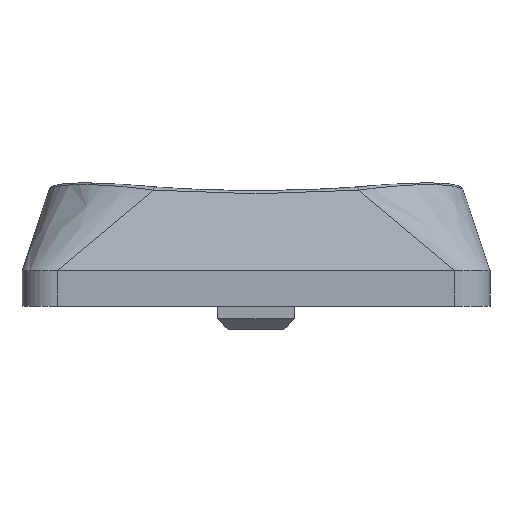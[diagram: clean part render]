
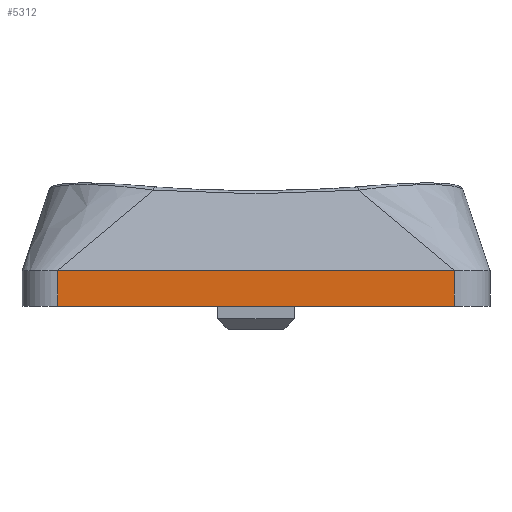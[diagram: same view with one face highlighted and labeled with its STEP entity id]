
A CAD part, left-side view. The second image highlights one B-rep face of the part: STEP entity #5312.
In plain terms, the highlighted planar face has unit normal (-1, 0, 0).
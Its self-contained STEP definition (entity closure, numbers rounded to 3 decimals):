
#712 = VERTEX_POINT('',#713);
#713 = CARTESIAN_POINT('',(-9.2,7.8,1.4));
#728 = B_SPLINE_SURFACE_WITH_KNOTS('',1,1,(
    (#729,#730)
    ,(#731,#732
    )),.UNSPECIFIED.,.F.,.F.,.F.,(2,2),(2,2),(0.,15.6),(0.,1.),
  .PIECEWISE_BEZIER_KNOTS.);
#729 = CARTESIAN_POINT('',(-9.2,-7.8,1.4));
#730 = CARTESIAN_POINT('',(-8.,-3.5,5.));
#731 = CARTESIAN_POINT('',(-9.2,7.8,1.4));
#732 = CARTESIAN_POINT('',(-8.,3.5,5.));
#755 = CYLINDRICAL_SURFACE('',#756,1.4);
#756 = AXIS2_PLACEMENT_3D('',#757,#758,#759);
#757 = CARTESIAN_POINT('',(-7.8,7.8,0.));
#758 = DIRECTION('',(0.,0.,1.));
#759 = DIRECTION('',(1.,0.,0.));
#1524 = PLANE('',#1525);
#1525 = AXIS2_PLACEMENT_3D('',#1526,#1527,#1528);
#1526 = CARTESIAN_POINT('',(0.,0.,0.));
#1527 = DIRECTION('',(0.,0.,-1.));
#1528 = DIRECTION('',(-1.,0.,0.));
#1696 = VERTEX_POINT('',#1697);
#1697 = CARTESIAN_POINT('',(-9.2,-7.8,1.4));
#1738 = EDGE_CURVE('',#1696,#712,#1739,.T.);
#1739 = SURFACE_CURVE('',#1740,(#1744,#1751),.PCURVE_S1.);
#1740 = LINE('',#1741,#1742);
#1741 = CARTESIAN_POINT('',(-9.2,-7.8,1.4));
#1742 = VECTOR('',#1743,1.);
#1743 = DIRECTION('',(0.,1.,0.));
#1744 = PCURVE('',#728,#1745);
#1745 = DEFINITIONAL_REPRESENTATION('',(#1746),#1750);
#1746 = LINE('',#1747,#1748);
#1747 = CARTESIAN_POINT('',(0.,0.));
#1748 = VECTOR('',#1749,1.);
#1749 = DIRECTION('',(1.,0.));
#1750 = ( GEOMETRIC_REPRESENTATION_CONTEXT(2) 
PARAMETRIC_REPRESENTATION_CONTEXT() REPRESENTATION_CONTEXT('2D SPACE',''
  ) );
#1751 = PCURVE('',#1752,#1757);
#1752 = PLANE('',#1753);
#1753 = AXIS2_PLACEMENT_3D('',#1754,#1755,#1756);
#1754 = CARTESIAN_POINT('',(-9.2,-7.8,1.4));
#1755 = DIRECTION('',(1.,0.,0.));
#1756 = DIRECTION('',(0.,1.,0.));
#1757 = DEFINITIONAL_REPRESENTATION('',(#1758),#1762);
#1758 = LINE('',#1759,#1760);
#1759 = CARTESIAN_POINT('',(0.,0.));
#1760 = VECTOR('',#1761,1.);
#1761 = DIRECTION('',(1.,0.));
#1762 = ( GEOMETRIC_REPRESENTATION_CONTEXT(2) 
PARAMETRIC_REPRESENTATION_CONTEXT() REPRESENTATION_CONTEXT('2D SPACE',''
  ) );
#2445 = VERTEX_POINT('',#2446);
#2446 = CARTESIAN_POINT('',(-9.2,7.8,0.));
#2474 = EDGE_CURVE('',#2445,#712,#2475,.T.);
#2475 = SURFACE_CURVE('',#2476,(#2479,#2485),.PCURVE_S1.);
#2476 = B_SPLINE_CURVE_WITH_KNOTS('',1,(#2477,#2478),.UNSPECIFIED.,.F.,
  .F.,(2,2),(0.,1.),.PIECEWISE_BEZIER_KNOTS.);
#2477 = CARTESIAN_POINT('',(-9.2,7.8,0.));
#2478 = CARTESIAN_POINT('',(-9.2,7.8,1.4));
#2479 = PCURVE('',#755,#2480);
#2480 = DEFINITIONAL_REPRESENTATION('',(#2481),#2484);
#2481 = B_SPLINE_CURVE_WITH_KNOTS('',1,(#2482,#2483),.UNSPECIFIED.,.F.,
  .F.,(2,2),(0.,1.),.PIECEWISE_BEZIER_KNOTS.);
#2482 = CARTESIAN_POINT('',(-3.142,0.));
#2483 = CARTESIAN_POINT('',(-3.142,1.4));
#2484 = ( GEOMETRIC_REPRESENTATION_CONTEXT(2) 
PARAMETRIC_REPRESENTATION_CONTEXT() REPRESENTATION_CONTEXT('2D SPACE',''
  ) );
#2485 = PCURVE('',#1752,#2486);
#2486 = DEFINITIONAL_REPRESENTATION('',(#2487),#2490);
#2487 = B_SPLINE_CURVE_WITH_KNOTS('',1,(#2488,#2489),.UNSPECIFIED.,.F.,
  .F.,(2,2),(0.,1.),.PIECEWISE_BEZIER_KNOTS.);
#2488 = CARTESIAN_POINT('',(15.6,-1.4));
#2489 = CARTESIAN_POINT('',(15.6,0.));
#2490 = ( GEOMETRIC_REPRESENTATION_CONTEXT(2) 
PARAMETRIC_REPRESENTATION_CONTEXT() REPRESENTATION_CONTEXT('2D SPACE',''
  ) );
#4342 = VERTEX_POINT('',#4343);
#4343 = CARTESIAN_POINT('',(-9.2,-7.8,0.));
#4362 = CYLINDRICAL_SURFACE('',#4363,1.4);
#4363 = AXIS2_PLACEMENT_3D('',#4364,#4365,#4366);
#4364 = CARTESIAN_POINT('',(-7.8,-7.8,0.));
#4365 = DIRECTION('',(0.,0.,1.));
#4366 = DIRECTION('',(1.,0.,0.));
#4374 = EDGE_CURVE('',#4342,#2445,#4375,.T.);
#4375 = SURFACE_CURVE('',#4376,(#4380,#4387),.PCURVE_S1.);
#4376 = LINE('',#4377,#4378);
#4377 = CARTESIAN_POINT('',(-9.2,-7.8,0.));
#4378 = VECTOR('',#4379,1.);
#4379 = DIRECTION('',(0.,1.,0.));
#4380 = PCURVE('',#1524,#4381);
#4381 = DEFINITIONAL_REPRESENTATION('',(#4382),#4386);
#4382 = LINE('',#4383,#4384);
#4383 = CARTESIAN_POINT('',(9.2,-7.8));
#4384 = VECTOR('',#4385,1.);
#4385 = DIRECTION('',(0.,1.));
#4386 = ( GEOMETRIC_REPRESENTATION_CONTEXT(2) 
PARAMETRIC_REPRESENTATION_CONTEXT() REPRESENTATION_CONTEXT('2D SPACE',''
  ) );
#4387 = PCURVE('',#1752,#4388);
#4388 = DEFINITIONAL_REPRESENTATION('',(#4389),#4393);
#4389 = LINE('',#4390,#4391);
#4390 = CARTESIAN_POINT('',(0.,-1.4));
#4391 = VECTOR('',#4392,1.);
#4392 = DIRECTION('',(1.,0.));
#4393 = ( GEOMETRIC_REPRESENTATION_CONTEXT(2) 
PARAMETRIC_REPRESENTATION_CONTEXT() REPRESENTATION_CONTEXT('2D SPACE',''
  ) );
#5312 = ADVANCED_FACE('',(#5313),#1752,.F.);
#5313 = FACE_BOUND('',#5314,.F.);
#5314 = EDGE_LOOP('',(#5315,#5316,#5317,#5318));
#5315 = ORIENTED_EDGE('',*,*,#4374,.T.);
#5316 = ORIENTED_EDGE('',*,*,#2474,.T.);
#5317 = ORIENTED_EDGE('',*,*,#1738,.F.);
#5318 = ORIENTED_EDGE('',*,*,#5319,.F.);
#5319 = EDGE_CURVE('',#4342,#1696,#5320,.T.);
#5320 = SURFACE_CURVE('',#5321,(#5324,#5330),.PCURVE_S1.);
#5321 = B_SPLINE_CURVE_WITH_KNOTS('',1,(#5322,#5323),.UNSPECIFIED.,.F.,
  .F.,(2,2),(0.,1.),.PIECEWISE_BEZIER_KNOTS.);
#5322 = CARTESIAN_POINT('',(-9.2,-7.8,0.));
#5323 = CARTESIAN_POINT('',(-9.2,-7.8,1.4));
#5324 = PCURVE('',#1752,#5325);
#5325 = DEFINITIONAL_REPRESENTATION('',(#5326),#5329);
#5326 = B_SPLINE_CURVE_WITH_KNOTS('',1,(#5327,#5328),.UNSPECIFIED.,.F.,
  .F.,(2,2),(0.,1.),.PIECEWISE_BEZIER_KNOTS.);
#5327 = CARTESIAN_POINT('',(0.,-1.4));
#5328 = CARTESIAN_POINT('',(0.,0.));
#5329 = ( GEOMETRIC_REPRESENTATION_CONTEXT(2) 
PARAMETRIC_REPRESENTATION_CONTEXT() REPRESENTATION_CONTEXT('2D SPACE',''
  ) );
#5330 = PCURVE('',#4362,#5331);
#5331 = DEFINITIONAL_REPRESENTATION('',(#5332),#5335);
#5332 = B_SPLINE_CURVE_WITH_KNOTS('',1,(#5333,#5334),.UNSPECIFIED.,.F.,
  .F.,(2,2),(0.,1.),.PIECEWISE_BEZIER_KNOTS.);
#5333 = CARTESIAN_POINT('',(-3.142,0.));
#5334 = CARTESIAN_POINT('',(-3.142,1.4));
#5335 = ( GEOMETRIC_REPRESENTATION_CONTEXT(2) 
PARAMETRIC_REPRESENTATION_CONTEXT() REPRESENTATION_CONTEXT('2D SPACE',''
  ) );
